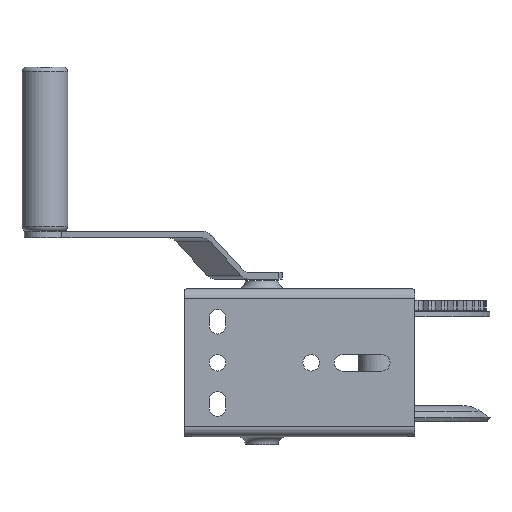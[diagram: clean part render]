
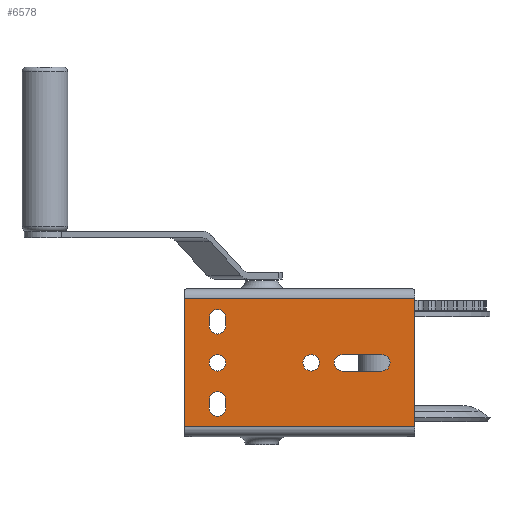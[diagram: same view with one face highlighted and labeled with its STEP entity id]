
A CAD part, front view. The second image highlights one B-rep face of the part: STEP entity #6578.
In plain terms, the highlighted planar face has unit normal (0, -1, 0).
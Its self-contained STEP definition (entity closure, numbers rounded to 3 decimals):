
#234=FACE_BOUND('',#645,.T.);
#235=FACE_BOUND('',#646,.T.);
#236=FACE_BOUND('',#647,.T.);
#237=FACE_BOUND('',#648,.T.);
#238=FACE_BOUND('',#649,.T.);
#271=FACE_OUTER_BOUND('',#644,.T.);
#644=EDGE_LOOP('',(#4458,#4459,#4460,#4461));
#645=EDGE_LOOP('',(#4462,#4463,#4464,#4465));
#646=EDGE_LOOP('',(#4466,#4467,#4468,#4469));
#647=EDGE_LOOP('',(#4470,#4471));
#648=EDGE_LOOP('',(#4472,#4473));
#649=EDGE_LOOP('',(#4474,#4475,#4476,#4477));
#1059=CIRCLE('',#7010,5.);
#1060=CIRCLE('',#7011,5.);
#1061=CIRCLE('',#7012,5.);
#1062=CIRCLE('',#7013,5.);
#1063=CIRCLE('',#7014,5.);
#1064=CIRCLE('',#7015,5.);
#1065=CIRCLE('',#7016,5.);
#1066=CIRCLE('',#7017,5.);
#1067=CIRCLE('',#7018,5.);
#1068=CIRCLE('',#7019,5.);
#1434=LINE('',#9969,#2044);
#1439=LINE('',#9981,#2049);
#1456=LINE('',#10117,#2066);
#1457=LINE('',#10119,#2067);
#1458=LINE('',#10122,#2068);
#1459=LINE('',#10126,#2069);
#1460=LINE('',#10130,#2070);
#1461=LINE('',#10134,#2071);
#1462=LINE('',#10146,#2072);
#1463=LINE('',#10150,#2073);
#2044=VECTOR('',#7822,78.);
#2049=VECTOR('',#7833,78.);
#2066=VECTOR('',#7878,140.);
#2067=VECTOR('',#7881,140.);
#2068=VECTOR('',#7882,5.);
#2069=VECTOR('',#7885,5.);
#2070=VECTOR('',#7888,5.);
#2071=VECTOR('',#7891,5.);
#2072=VECTOR('',#7902,24.);
#2073=VECTOR('',#7905,24.);
#2689=VERTEX_POINT('',#9955);
#2692=VERTEX_POINT('',#9962);
#2694=VERTEX_POINT('',#9968);
#2696=VERTEX_POINT('',#9974);
#2720=VERTEX_POINT('',#10120);
#2721=VERTEX_POINT('',#10121);
#2722=VERTEX_POINT('',#10123);
#2723=VERTEX_POINT('',#10125);
#2724=VERTEX_POINT('',#10128);
#2725=VERTEX_POINT('',#10129);
#2726=VERTEX_POINT('',#10131);
#2727=VERTEX_POINT('',#10133);
#2728=VERTEX_POINT('',#10136);
#2729=VERTEX_POINT('',#10137);
#2730=VERTEX_POINT('',#10140);
#2731=VERTEX_POINT('',#10141);
#2732=VERTEX_POINT('',#10144);
#2733=VERTEX_POINT('',#10145);
#2734=VERTEX_POINT('',#10147);
#2735=VERTEX_POINT('',#10149);
#3383=EDGE_CURVE('',#2692,#2694,#1434,.T.);
#3389=EDGE_CURVE('',#2689,#2696,#1439,.T.);
#3421=EDGE_CURVE('',#2689,#2692,#1456,.T.);
#3422=EDGE_CURVE('',#2696,#2694,#1457,.T.);
#3423=EDGE_CURVE('',#2720,#2721,#1458,.T.);
#3424=EDGE_CURVE('',#2722,#2720,#1059,.T.);
#3425=EDGE_CURVE('',#2723,#2722,#1459,.T.);
#3426=EDGE_CURVE('',#2721,#2723,#1060,.T.);
#3427=EDGE_CURVE('',#2724,#2725,#1460,.T.);
#3428=EDGE_CURVE('',#2726,#2724,#1061,.T.);
#3429=EDGE_CURVE('',#2727,#2726,#1461,.T.);
#3430=EDGE_CURVE('',#2725,#2727,#1062,.T.);
#3431=EDGE_CURVE('',#2728,#2729,#1063,.T.);
#3432=EDGE_CURVE('',#2729,#2728,#1064,.T.);
#3433=EDGE_CURVE('',#2730,#2731,#1065,.T.);
#3434=EDGE_CURVE('',#2731,#2730,#1066,.T.);
#3435=EDGE_CURVE('',#2732,#2733,#1462,.T.);
#3436=EDGE_CURVE('',#2734,#2732,#1067,.T.);
#3437=EDGE_CURVE('',#2735,#2734,#1463,.T.);
#3438=EDGE_CURVE('',#2733,#2735,#1068,.T.);
#4458=ORIENTED_EDGE('',*,*,#3383,.T.);
#4459=ORIENTED_EDGE('',*,*,#3422,.F.);
#4460=ORIENTED_EDGE('',*,*,#3389,.F.);
#4461=ORIENTED_EDGE('',*,*,#3421,.T.);
#4462=ORIENTED_EDGE('',*,*,#3423,.F.);
#4463=ORIENTED_EDGE('',*,*,#3424,.F.);
#4464=ORIENTED_EDGE('',*,*,#3425,.F.);
#4465=ORIENTED_EDGE('',*,*,#3426,.F.);
#4466=ORIENTED_EDGE('',*,*,#3427,.F.);
#4467=ORIENTED_EDGE('',*,*,#3428,.F.);
#4468=ORIENTED_EDGE('',*,*,#3429,.F.);
#4469=ORIENTED_EDGE('',*,*,#3430,.F.);
#4470=ORIENTED_EDGE('',*,*,#3431,.F.);
#4471=ORIENTED_EDGE('',*,*,#3432,.F.);
#4472=ORIENTED_EDGE('',*,*,#3433,.F.);
#4473=ORIENTED_EDGE('',*,*,#3434,.F.);
#4474=ORIENTED_EDGE('',*,*,#3435,.F.);
#4475=ORIENTED_EDGE('',*,*,#3436,.F.);
#4476=ORIENTED_EDGE('',*,*,#3437,.F.);
#4477=ORIENTED_EDGE('',*,*,#3438,.F.);
#6403=PLANE('',#7009);
#6578=ADVANCED_FACE('',(#271,#234,#235,#236,#237,#238),#6403,.F.);
#7009=AXIS2_PLACEMENT_3D('',#10118,#7879,#7880);
#7010=AXIS2_PLACEMENT_3D('',#10124,#7883,#7884);
#7011=AXIS2_PLACEMENT_3D('',#10127,#7886,#7887);
#7012=AXIS2_PLACEMENT_3D('',#10132,#7889,#7890);
#7013=AXIS2_PLACEMENT_3D('',#10135,#7892,#7893);
#7014=AXIS2_PLACEMENT_3D('',#10138,#7894,#7895);
#7015=AXIS2_PLACEMENT_3D('',#10139,#7896,#7897);
#7016=AXIS2_PLACEMENT_3D('',#10142,#7898,#7899);
#7017=AXIS2_PLACEMENT_3D('',#10143,#7900,#7901);
#7018=AXIS2_PLACEMENT_3D('',#10148,#7903,#7904);
#7019=AXIS2_PLACEMENT_3D('',#10151,#7906,#7907);
#7822=DIRECTION('',(0.,0.,-1.));
#7833=DIRECTION('',(0.,0.,-1.));
#7878=DIRECTION('',(-1.,0.,0.));
#7879=DIRECTION('center_axis',(0.,1.,0.));
#7880=DIRECTION('ref_axis',(0.,0.,1.));
#7881=DIRECTION('',(-1.,0.,0.));
#7882=DIRECTION('',(0.,0.,-1.));
#7883=DIRECTION('center_axis',(0.,-1.,0.));
#7884=DIRECTION('ref_axis',(0.,0.,-1.));
#7885=DIRECTION('',(0.,0.,1.));
#7886=DIRECTION('center_axis',(0.,-1.,0.));
#7887=DIRECTION('ref_axis',(0.,0.,-1.));
#7888=DIRECTION('',(0.,0.,-1.));
#7889=DIRECTION('center_axis',(0.,-1.,0.));
#7890=DIRECTION('ref_axis',(0.,0.,-1.));
#7891=DIRECTION('',(0.,0.,1.));
#7892=DIRECTION('center_axis',(0.,-1.,0.));
#7893=DIRECTION('ref_axis',(0.,0.,-1.));
#7894=DIRECTION('center_axis',(0.,-1.,0.));
#7895=DIRECTION('ref_axis',(0.,0.,-1.));
#7896=DIRECTION('center_axis',(0.,-1.,0.));
#7897=DIRECTION('ref_axis',(0.,0.,-1.));
#7898=DIRECTION('center_axis',(0.,-1.,0.));
#7899=DIRECTION('ref_axis',(0.,0.,-1.));
#7900=DIRECTION('center_axis',(0.,-1.,0.));
#7901=DIRECTION('ref_axis',(0.,0.,-1.));
#7902=DIRECTION('',(1.,0.,0.));
#7903=DIRECTION('center_axis',(0.,-1.,0.));
#7904=DIRECTION('ref_axis',(0.,0.,-1.));
#7905=DIRECTION('',(-1.,0.,0.));
#7906=DIRECTION('center_axis',(0.,-1.,0.));
#7907=DIRECTION('ref_axis',(0.,0.,-1.));
#9955=CARTESIAN_POINT('',(70.,0.,39.));
#9962=CARTESIAN_POINT('',(-70.,0.,39.));
#9968=CARTESIAN_POINT('',(-70.,0.,-39.));
#9969=CARTESIAN_POINT('',(-70.,0.,39.));
#9974=CARTESIAN_POINT('',(70.,0.,-39.));
#9981=CARTESIAN_POINT('',(70.,0.,39.));
#10117=CARTESIAN_POINT('',(70.,0.,39.));
#10118=CARTESIAN_POINT('Origin',(70.,0.,45.));
#10119=CARTESIAN_POINT('',(70.,0.,-39.));
#10120=CARTESIAN_POINT('',(-55.,0.,-22.5));
#10121=CARTESIAN_POINT('',(-55.,0.,-27.5));
#10122=CARTESIAN_POINT('',(-55.,0.,-22.5));
#10123=CARTESIAN_POINT('',(-45.,0.,-22.5));
#10124=CARTESIAN_POINT('Origin',(-50.,0.,-22.5));
#10125=CARTESIAN_POINT('',(-45.,0.,-27.5));
#10126=CARTESIAN_POINT('',(-45.,0.,-27.5));
#10127=CARTESIAN_POINT('Origin',(-50.,0.,-27.5));
#10128=CARTESIAN_POINT('',(-55.,0.,27.5));
#10129=CARTESIAN_POINT('',(-55.,0.,22.5));
#10130=CARTESIAN_POINT('',(-55.,0.,27.5));
#10131=CARTESIAN_POINT('',(-45.,0.,27.5));
#10132=CARTESIAN_POINT('Origin',(-50.,0.,27.5));
#10133=CARTESIAN_POINT('',(-45.,0.,22.5));
#10134=CARTESIAN_POINT('',(-45.,0.,22.5));
#10135=CARTESIAN_POINT('Origin',(-50.,0.,22.5));
#10136=CARTESIAN_POINT('',(-50.,0.,-5.));
#10137=CARTESIAN_POINT('',(-50.,0.,5.));
#10138=CARTESIAN_POINT('Origin',(-50.,0.,0.));
#10139=CARTESIAN_POINT('Origin',(-50.,0.,0.));
#10140=CARTESIAN_POINT('',(7.,0.,-5.));
#10141=CARTESIAN_POINT('',(7.,0.,5.));
#10142=CARTESIAN_POINT('Origin',(7.,0.,0.));
#10143=CARTESIAN_POINT('Origin',(7.,0.,0.));
#10144=CARTESIAN_POINT('',(26.,0.,-5.));
#10145=CARTESIAN_POINT('',(50.,0.,-5.));
#10146=CARTESIAN_POINT('',(26.,0.,-5.));
#10147=CARTESIAN_POINT('',(26.,0.,5.));
#10148=CARTESIAN_POINT('Origin',(26.,0.,0.));
#10149=CARTESIAN_POINT('',(50.,0.,5.));
#10150=CARTESIAN_POINT('',(50.,0.,5.));
#10151=CARTESIAN_POINT('Origin',(50.,0.,0.));
